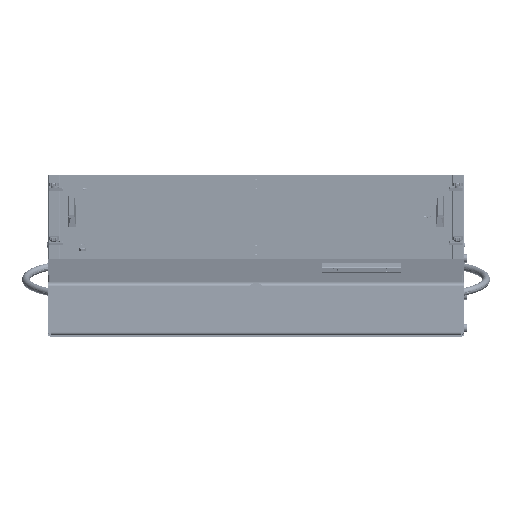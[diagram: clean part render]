
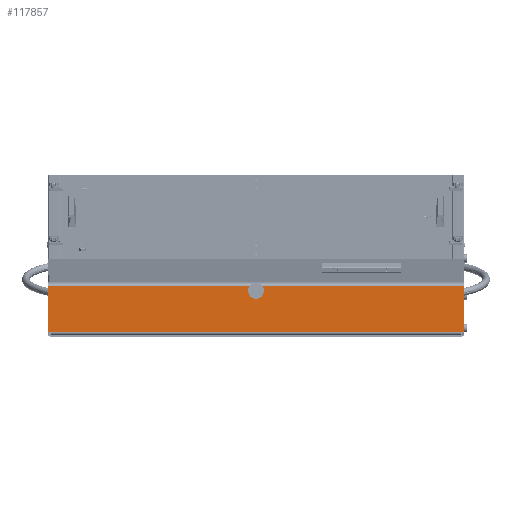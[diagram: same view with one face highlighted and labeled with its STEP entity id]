
A CAD part, top view. The second image highlights one B-rep face of the part: STEP entity #117857.
In plain terms, the highlighted planar face has unit normal (0, 0, 1).
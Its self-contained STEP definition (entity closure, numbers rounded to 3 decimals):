
#4289 = DIRECTION ( 'NONE',  ( -1., 0., 0. ) ) ;
#4772 = CIRCLE ( 'NONE', #141496, 5.25 ) ;
#15990 = EDGE_CURVE ( 'NONE', #54861, #77236, #140868, .T. ) ;
#17326 = CARTESIAN_POINT ( 'NONE',  ( 0., 58.5, 217.85 ) ) ;
#17840 = DIRECTION ( 'NONE',  ( 0., 0., 1. ) ) ;
#19520 = DIRECTION ( 'NONE',  ( -1., 0., 0. ) ) ;
#19715 = VECTOR ( 'NONE', #83543, 1000. ) ;
#22558 = EDGE_CURVE ( 'NONE', #107570, #120618, #68200, .T. ) ;
#22782 = DIRECTION ( 'NONE',  ( -1., 0., 0. ) ) ;
#25944 = ORIENTED_EDGE ( 'NONE', *, *, #142405, .F. ) ;
#27939 = DIRECTION ( 'NONE',  ( 1., 0., 0. ) ) ;
#28139 = PLANE ( 'NONE',  #49794 ) ;
#29542 = CARTESIAN_POINT ( 'NONE',  ( 0., 58.5, 217.85 ) ) ;
#32913 = EDGE_CURVE ( 'NONE', #99874, #34611, #111164, .T. ) ;
#34121 = VERTEX_POINT ( 'NONE', #39771 ) ;
#34611 = VERTEX_POINT ( 'NONE', #35927 ) ;
#35927 = CARTESIAN_POINT ( 'NONE',  ( -275., 4., 217.85 ) ) ;
#39771 = CARTESIAN_POINT ( 'NONE',  ( 271., 4., 217.85 ) ) ;
#40399 = EDGE_LOOP ( 'NONE', ( #45929, #92529 ) ) ;
#43358 = CARTESIAN_POINT ( 'NONE',  ( 275., 64.885, 217.85 ) ) ;
#44669 = EDGE_CURVE ( 'NONE', #70045, #34121, #74654, .T. ) ;
#45929 = ORIENTED_EDGE ( 'NONE', *, *, #15990, .F. ) ;
#49217 = VECTOR ( 'NONE', #121020, 1000. ) ;
#49794 = AXIS2_PLACEMENT_3D ( 'NONE', #52479, #76767, #4289 ) ;
#52479 = CARTESIAN_POINT ( 'NONE',  ( -275., 68., 217.85 ) ) ;
#52780 = ORIENTED_EDGE ( 'NONE', *, *, #92232, .T. ) ;
#53378 = DIRECTION ( 'NONE',  ( 1., 0., 0. ) ) ;
#54861 = VERTEX_POINT ( 'NONE', #141005 ) ;
#55050 = DIRECTION ( 'NONE',  ( 0., -1., 0. ) ) ;
#62013 = CARTESIAN_POINT ( 'NONE',  ( 275., 4., 217.85 ) ) ;
#67185 = CARTESIAN_POINT ( 'NONE',  ( -275., 68., 217.85 ) ) ;
#68200 = LINE ( 'NONE', #43358, #142044 ) ;
#69299 = CARTESIAN_POINT ( 'NONE',  ( -271., 4., 217.85 ) ) ;
#70045 = VERTEX_POINT ( 'NONE', #62013 ) ;
#74012 = FACE_OUTER_BOUND ( 'NONE', #79714, .T. ) ;
#74165 = VECTOR ( 'NONE', #55050, 1000. ) ;
#74654 = LINE ( 'NONE', #155890, #19715 ) ;
#76767 = DIRECTION ( 'NONE',  ( 0., 0., -1. ) ) ;
#77236 = VERTEX_POINT ( 'NONE', #146275 ) ;
#78184 = DIRECTION ( 'NONE',  ( 0., 0., 1. ) ) ;
#79714 = EDGE_LOOP ( 'NONE', ( #98948, #52780, #148790, #25944, #142779, #128900 ) ) ;
#83543 = DIRECTION ( 'NONE',  ( -1., 0., 0. ) ) ;
#92232 = EDGE_CURVE ( 'NONE', #120618, #34611, #142251, .T. ) ;
#92529 = ORIENTED_EDGE ( 'NONE', *, *, #100246, .F. ) ;
#92979 = FACE_BOUND ( 'NONE', #40399, .T. ) ;
#95212 = CARTESIAN_POINT ( 'NONE',  ( 275., 68., 217.85 ) ) ;
#98948 = ORIENTED_EDGE ( 'NONE', *, *, #22558, .T. ) ;
#99874 = VERTEX_POINT ( 'NONE', #69299 ) ;
#100240 = CARTESIAN_POINT ( 'NONE',  ( 275., 64.885, 217.85 ) ) ;
#100246 = EDGE_CURVE ( 'NONE', #77236, #54861, #4772, .T. ) ;
#104417 = VECTOR ( 'NONE', #124917, 1000. ) ;
#107570 = VERTEX_POINT ( 'NONE', #100240 ) ;
#108203 = LINE ( 'NONE', #113752, #104417 ) ;
#111164 = LINE ( 'NONE', #154979, #135796 ) ;
#113752 = CARTESIAN_POINT ( 'NONE',  ( -275., 4., 217.85 ) ) ;
#117857 = ADVANCED_FACE ( 'NONE', ( #92979, #74012 ), #28139, .F. ) ;
#120618 = VERTEX_POINT ( 'NONE', #138434 ) ;
#121020 = DIRECTION ( 'NONE',  ( 0., 1., 0. ) ) ;
#124917 = DIRECTION ( 'NONE',  ( -1., 0., 0. ) ) ;
#125576 = EDGE_CURVE ( 'NONE', #70045, #107570, #143881, .T. ) ;
#128900 = ORIENTED_EDGE ( 'NONE', *, *, #125576, .T. ) ;
#135796 = VECTOR ( 'NONE', #22782, 1000. ) ;
#138434 = CARTESIAN_POINT ( 'NONE',  ( -275., 64.885, 217.85 ) ) ;
#140868 = CIRCLE ( 'NONE', #149598, 5.25 ) ;
#141005 = CARTESIAN_POINT ( 'NONE',  ( -5.25, 58.5, 217.85 ) ) ;
#141496 = AXIS2_PLACEMENT_3D ( 'NONE', #17326, #17840, #27939 ) ;
#142044 = VECTOR ( 'NONE', #19520, 1000. ) ;
#142251 = LINE ( 'NONE', #67185, #74165 ) ;
#142405 = EDGE_CURVE ( 'NONE', #34121, #99874, #108203, .T. ) ;
#142779 = ORIENTED_EDGE ( 'NONE', *, *, #44669, .F. ) ;
#143881 = LINE ( 'NONE', #95212, #49217 ) ;
#146275 = CARTESIAN_POINT ( 'NONE',  ( 5.25, 58.5, 217.85 ) ) ;
#148790 = ORIENTED_EDGE ( 'NONE', *, *, #32913, .F. ) ;
#149598 = AXIS2_PLACEMENT_3D ( 'NONE', #29542, #78184, #53378 ) ;
#154979 = CARTESIAN_POINT ( 'NONE',  ( -275., 4., 217.85 ) ) ;
#155890 = CARTESIAN_POINT ( 'NONE',  ( -275., 4., 217.85 ) ) ;
